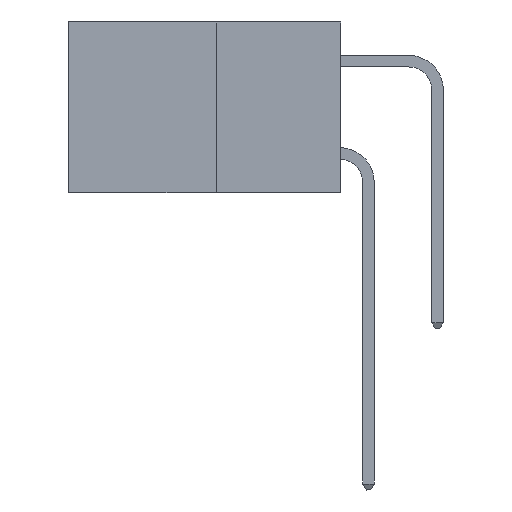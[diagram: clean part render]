
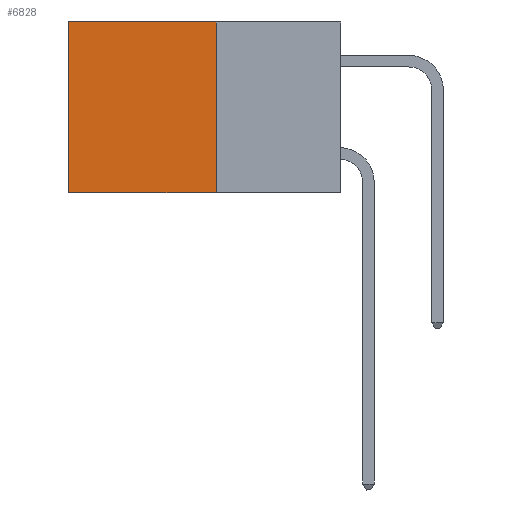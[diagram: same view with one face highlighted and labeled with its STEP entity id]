
A CAD part, left-side view. The second image highlights one B-rep face of the part: STEP entity #6828.
In plain terms, the highlighted planar face has unit normal (-1, 0, 0).
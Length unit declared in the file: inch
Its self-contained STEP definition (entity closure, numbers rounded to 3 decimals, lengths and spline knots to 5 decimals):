
#1445 = DIRECTION ( 'NONE',  ( 1., 0., 0. ) ) ;
#2608 = CARTESIAN_POINT ( 'NONE',  ( 0.277, 0.27, 0. ) ) ;
#2714 = VERTEX_POINT ( 'NONE', #14031 ) ;
#3465 = EDGE_CURVE ( 'NONE', #14064, #6461, #13843, .T. ) ;
#4074 = EDGE_CURVE ( 'NONE', #14064, #7550, #7766, .T. ) ;
#5592 = CARTESIAN_POINT ( 'NONE',  ( 0.277, 0.27, -0.37 ) ) ;
#6461 = VERTEX_POINT ( 'NONE', #16897 ) ;
#6828 = ADVANCED_FACE ( 'NONE', ( #15407 ), #9706, .F. ) ;
#7005 = AXIS2_PLACEMENT_3D ( 'NONE', #5592, #1445, #11037 ) ;
#7011 = EDGE_LOOP ( 'NONE', ( #14617, #7932, #15034, #15436 ) ) ;
#7378 = CARTESIAN_POINT ( 'NONE',  ( 0.277, 0.27, -0.37 ) ) ;
#7550 = VERTEX_POINT ( 'NONE', #14647 ) ;
#7676 = EDGE_CURVE ( 'NONE', #7550, #2714, #17013, .T. ) ;
#7766 = LINE ( 'NONE', #10809, #8194 ) ;
#7932 = ORIENTED_EDGE ( 'NONE', *, *, #7676, .F. ) ;
#8194 = VECTOR ( 'NONE', #10720, 39.37008 ) ;
#9594 = DIRECTION ( 'NONE',  ( 0., 0., -1. ) ) ;
#9706 = PLANE ( 'NONE',  #7005 ) ;
#9968 = VECTOR ( 'NONE', #15381, 39.37008 ) ;
#10294 = VECTOR ( 'NONE', #16067, 39.37008 ) ;
#10720 = DIRECTION ( 'NONE',  ( 0., 0., -1. ) ) ;
#10809 = CARTESIAN_POINT ( 'NONE',  ( 0.277, 0.27, -0.37 ) ) ;
#11037 = DIRECTION ( 'NONE',  ( 0., 0., -1. ) ) ;
#11780 = VECTOR ( 'NONE', #9594, 39.37008 ) ;
#12265 = EDGE_CURVE ( 'NONE', #6461, #2714, #14932, .T. ) ;
#13602 = CARTESIAN_POINT ( 'NONE',  ( 0.277, 0.59, -0.37 ) ) ;
#13843 = LINE ( 'NONE', #16163, #10294 ) ;
#14031 = CARTESIAN_POINT ( 'NONE',  ( 0.277, 0.59, -0.37 ) ) ;
#14064 = VERTEX_POINT ( 'NONE', #2608 ) ;
#14617 = ORIENTED_EDGE ( 'NONE', *, *, #12265, .T. ) ;
#14647 = CARTESIAN_POINT ( 'NONE',  ( 0.277, 0.27, -0.37 ) ) ;
#14932 = LINE ( 'NONE', #13602, #11780 ) ;
#15034 = ORIENTED_EDGE ( 'NONE', *, *, #4074, .F. ) ;
#15381 = DIRECTION ( 'NONE',  ( 0., 1., 0. ) ) ;
#15407 = FACE_OUTER_BOUND ( 'NONE', #7011, .T. ) ;
#15436 = ORIENTED_EDGE ( 'NONE', *, *, #3465, .T. ) ;
#16067 = DIRECTION ( 'NONE',  ( 0., 1., 0. ) ) ;
#16163 = CARTESIAN_POINT ( 'NONE',  ( 0.277, 0.27, 0. ) ) ;
#16897 = CARTESIAN_POINT ( 'NONE',  ( 0.277, 0.59, 0. ) ) ;
#17013 = LINE ( 'NONE', #7378, #9968 ) ;
